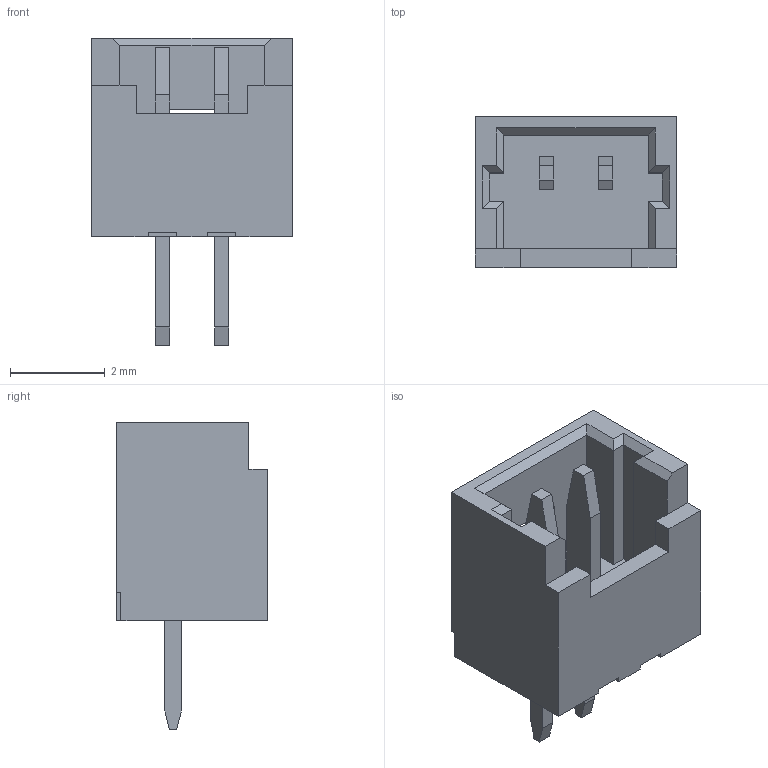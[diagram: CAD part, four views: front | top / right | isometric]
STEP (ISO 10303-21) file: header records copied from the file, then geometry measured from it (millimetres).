
FILE_DESCRIPTION(/* description */ ('Unknown'),/* implementation_level */ '2;1');
FILE_NAME(/* name */ '653002114822',/* time_stamp */ '2018-06-05T16:50:07+02:00',/* author */ ('Unknown'),/* organization */ ('Unknown'),/* preprocessor_version */ 'ST-DEVELOPER v16.7',/* originating_system */ 'DEX',/* authorisation */ $);
FILE_SCHEMA (('AUTOMOTIVE_DESIGN {1 0 10303 214 3 1 1}'));
Length unit declared in the file: millimetre
Products named in the file (3): 6530xx114822; 653002114822; 6530xx114822_PIN
Assembly tree (3 placements, depth 2):
  6530xx114822
    653002114822
    6530xx114822_PIN  x2
Bounding box: 4.25 x 3.2 x 6.5 mm (x, y, z)
Volume: 31.6 mm3; surface area: 140 mm2
Topology: 3 solids, 3 shells, 103 faces, 279 edges, 182 vertices
Faces by surface type: plane 103
Entity records: 2837 total; most frequent: CARTESIAN_POINT 494, ORIENTED_EDGE 486, DIRECTION 429, EDGE_CURVE 243, LINE 243, VECTOR 243, VERTEX_POINT 158, EDGE_LOOP 95
